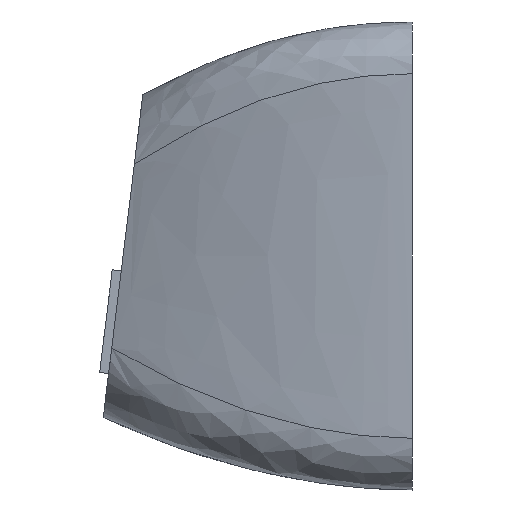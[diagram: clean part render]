
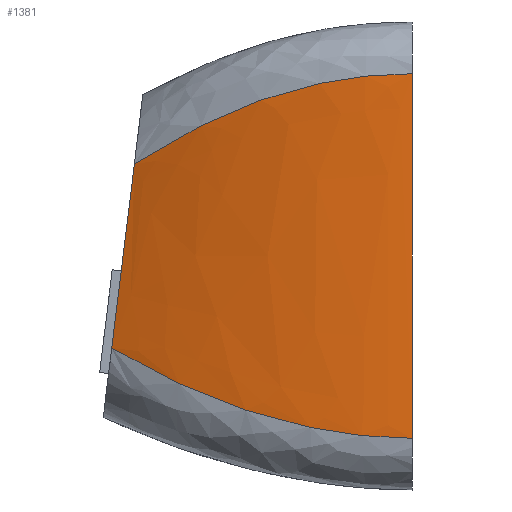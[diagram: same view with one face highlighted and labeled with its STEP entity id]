
A CAD part, left-side view. The second image highlights one B-rep face of the part: STEP entity #1381.
In plain terms, the highlighted free-form (B-spline) face has degree [3, 3] with [4, 4] control points.
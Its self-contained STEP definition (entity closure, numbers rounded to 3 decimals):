
#49=B_SPLINE_SURFACE_WITH_KNOTS('',3,3,((#2621,#2622,#2623,#2624),(#2625,
#2626,#2627,#2628),(#2629,#2630,#2631,#2632),(#2633,#2634,#2635,#2636)),
 .UNSPECIFIED.,.F.,.F.,.F.,(4,4),(4,4),(0.,1.),(0.,1.),.UNSPECIFIED.);
#89=B_SPLINE_CURVE_WITH_KNOTS('',3,(#2617,#2618,#2619,#2620),
 .UNSPECIFIED.,.F.,.F.,(4,4),(0.,1.),.UNSPECIFIED.);
#90=B_SPLINE_CURVE_WITH_KNOTS('',3,(#2637,#2638,#2639,#2640),
 .UNSPECIFIED.,.F.,.F.,(4,4),(0.,1.),.UNSPECIFIED.);
#124=FACE_OUTER_BOUND('',#204,.T.);
#204=EDGE_LOOP('',(#1071,#1072,#1073,#1074));
#299=LINE('',#2480,#452);
#304=LINE('',#2501,#457);
#452=VECTOR('',#1605,10.);
#457=VECTOR('',#1622,10.);
#607=VERTEX_POINT('',#2477);
#608=VERTEX_POINT('',#2479);
#617=VERTEX_POINT('',#2498);
#618=VERTEX_POINT('',#2500);
#765=EDGE_CURVE('',#608,#607,#299,.T.);
#775=EDGE_CURVE('',#617,#618,#304,.T.);
#783=EDGE_CURVE('',#617,#608,#89,.T.);
#784=EDGE_CURVE('',#618,#607,#90,.T.);
#1071=ORIENTED_EDGE('',*,*,#775,.F.);
#1072=ORIENTED_EDGE('',*,*,#783,.T.);
#1073=ORIENTED_EDGE('',*,*,#765,.T.);
#1074=ORIENTED_EDGE('',*,*,#784,.F.);
#1381=ADVANCED_FACE('',(#124),#49,.F.);
#1605=DIRECTION('',(0.,0.,1.));
#1622=DIRECTION('',(0.,-0.122,0.993));
#2477=CARTESIAN_POINT('',(0.,0.,16.1));
#2479=CARTESIAN_POINT('',(0.,0.,2.));
#2480=CARTESIAN_POINT('',(0.,0.,16.1));
#2498=CARTESIAN_POINT('',(2.7,11.625,5.494));
#2500=CARTESIAN_POINT('',(2.7,10.752,12.606));
#2501=CARTESIAN_POINT('',(2.7,10.752,12.606));
#2617=CARTESIAN_POINT('Ctrl Pts',(2.7,11.625,5.494));
#2618=CARTESIAN_POINT('Ctrl Pts',(0.9,7.75,3.165));
#2619=CARTESIAN_POINT('Ctrl Pts',(0.,3.73,
2.));
#2620=CARTESIAN_POINT('Ctrl Pts',(0.,0.,
2.));
#2621=CARTESIAN_POINT('Ctrl Pts',(2.7,11.625,5.494));
#2622=CARTESIAN_POINT('Ctrl Pts',(0.9,7.75,3.165));
#2623=CARTESIAN_POINT('Ctrl Pts',(0.,3.73,
2.));
#2624=CARTESIAN_POINT('Ctrl Pts',(0.,0.,
2.));
#2625=CARTESIAN_POINT('Ctrl Pts',(2.7,11.453,6.897));
#2626=CARTESIAN_POINT('Ctrl Pts',(0.939,7.635,4.8));
#2627=CARTESIAN_POINT('Ctrl Pts',(0.,3.73,
3.047));
#2628=CARTESIAN_POINT('Ctrl Pts',(0.,0.,
3.047));
#2629=CARTESIAN_POINT('Ctrl Pts',(2.7,10.924,11.203));
#2630=CARTESIAN_POINT('Ctrl Pts',(0.939,7.283,13.3));
#2631=CARTESIAN_POINT('Ctrl Pts',(0.,3.73,
15.053));
#2632=CARTESIAN_POINT('Ctrl Pts',(0.,0.,
15.053));
#2633=CARTESIAN_POINT('Ctrl Pts',(2.7,10.752,12.606));
#2634=CARTESIAN_POINT('Ctrl Pts',(0.9,7.168,14.935));
#2635=CARTESIAN_POINT('Ctrl Pts',(0.,3.73,
16.1));
#2636=CARTESIAN_POINT('Ctrl Pts',(0.,0.,
16.1));
#2637=CARTESIAN_POINT('Ctrl Pts',(2.7,10.752,12.606));
#2638=CARTESIAN_POINT('Ctrl Pts',(0.9,7.168,14.935));
#2639=CARTESIAN_POINT('Ctrl Pts',(0.,3.73,16.1));
#2640=CARTESIAN_POINT('Ctrl Pts',(0.,0.,16.1));
